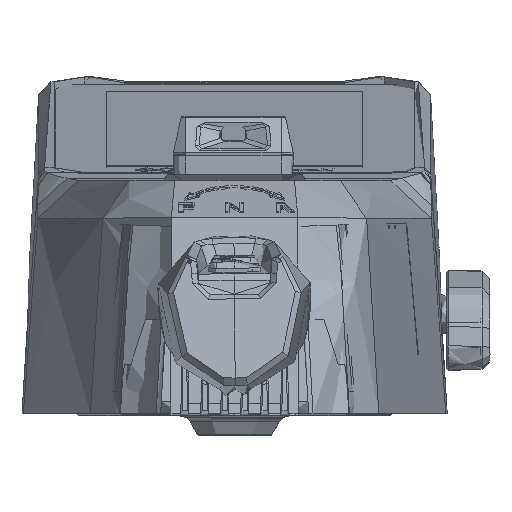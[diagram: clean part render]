
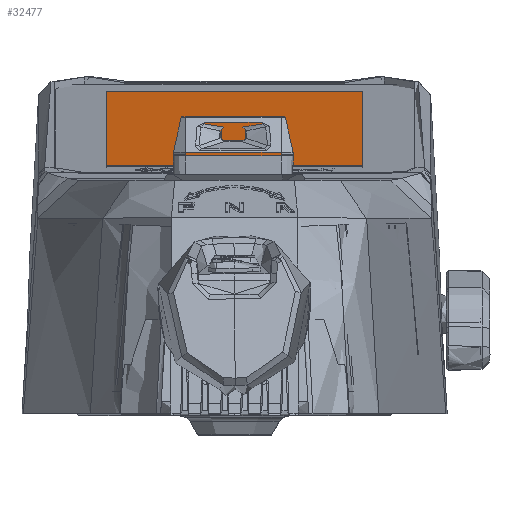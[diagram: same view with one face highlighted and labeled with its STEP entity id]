
A CAD part, left-side view. The second image highlights one B-rep face of the part: STEP entity #32477.
In plain terms, the highlighted planar face has unit normal (-0.174, 0, 0.985).
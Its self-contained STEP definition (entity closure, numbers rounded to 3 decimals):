
#337 = CARTESIAN_POINT ( 'NONE',  ( -336.147, 31.287, 82.823 ) ) ;
#4213 = EDGE_CURVE ( 'NONE', #137206, #111076, #26184, .T. ) ;
#23211 = LINE ( 'NONE', #101765, #116564 ) ;
#26184 = LINE ( 'NONE', #141416, #91750 ) ;
#32477 = ADVANCED_FACE ( 'NONE', ( #144980 ), #42413, .T. ) ;
#38653 = CARTESIAN_POINT ( 'NONE',  ( -442.211, 31.287, 64.121 ) ) ;
#39263 = VERTEX_POINT ( 'NONE', #337 ) ;
#40397 = CARTESIAN_POINT ( 'NONE',  ( -335.852, -32.913, 82.875 ) ) ;
#42323 = ORIENTED_EDGE ( 'NONE', *, *, #117274, .T. ) ;
#42413 = PLANE ( 'NONE',  #76308 ) ;
#43526 = CARTESIAN_POINT ( 'NONE',  ( -336.147, -32.913, 82.823 ) ) ;
#52908 = DIRECTION ( 'NONE',  ( 0., -1., 0. ) ) ;
#55097 = DIRECTION ( 'NONE',  ( -0.174, 0., 0.985 ) ) ;
#57554 = DIRECTION ( 'NONE',  ( 0., 1., 0. ) ) ;
#61075 = DIRECTION ( 'NONE',  ( -0.985, 0., -0.174 ) ) ;
#62089 = EDGE_CURVE ( 'NONE', #104243, #39263, #23211, .T. ) ;
#74134 = VECTOR ( 'NONE', #61075, 1000. ) ;
#74448 = LINE ( 'NONE', #38653, #74134 ) ;
#74743 = DIRECTION ( 'NONE',  ( 0.985, 0., 0.174 ) ) ;
#76308 = AXIS2_PLACEMENT_3D ( 'NONE', #123233, #55097, #52908 ) ;
#77711 = ORIENTED_EDGE ( 'NONE', *, *, #135741, .T. ) ;
#83015 = DIRECTION ( 'NONE',  ( 0., -1., 0. ) ) ;
#91750 = VECTOR ( 'NONE', #83015, 1000. ) ;
#93193 = CARTESIAN_POINT ( 'NONE',  ( -441.916, 31.287, 64.173 ) ) ;
#94009 = VECTOR ( 'NONE', #74743, 1000. ) ;
#97187 = CARTESIAN_POINT ( 'NONE',  ( -441.916, -32.913, 64.173 ) ) ;
#97287 = LINE ( 'NONE', #40397, #94009 ) ;
#98120 = EDGE_LOOP ( 'NONE', ( #42323, #134906, #77711, #107458 ) ) ;
#101765 = CARTESIAN_POINT ( 'NONE',  ( -336.147, 31.587, 82.823 ) ) ;
#104243 = VERTEX_POINT ( 'NONE', #43526 ) ;
#107458 = ORIENTED_EDGE ( 'NONE', *, *, #4213, .T. ) ;
#111076 = VERTEX_POINT ( 'NONE', #97187 ) ;
#116564 = VECTOR ( 'NONE', #57554, 1000. ) ;
#117274 = EDGE_CURVE ( 'NONE', #111076, #104243, #97287, .T. ) ;
#123233 = CARTESIAN_POINT ( 'NONE',  ( -389.031, -2.943, 73.498 ) ) ;
#134906 = ORIENTED_EDGE ( 'NONE', *, *, #62089, .T. ) ;
#135741 = EDGE_CURVE ( 'NONE', #39263, #137206, #74448, .T. ) ;
#137206 = VERTEX_POINT ( 'NONE', #93193 ) ;
#141416 = CARTESIAN_POINT ( 'NONE',  ( -441.916, -33.213, 64.173 ) ) ;
#144980 = FACE_OUTER_BOUND ( 'NONE', #98120, .T. ) ;
